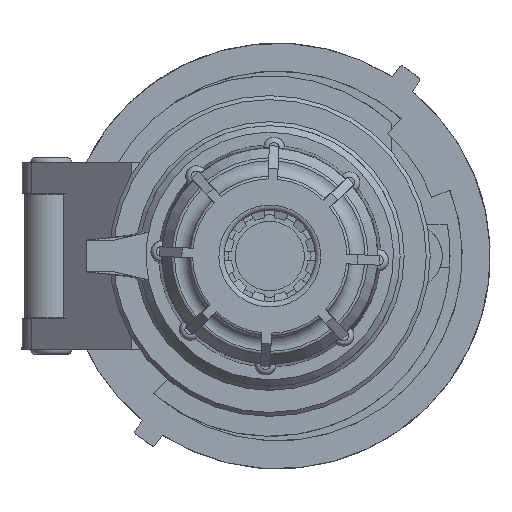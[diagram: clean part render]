
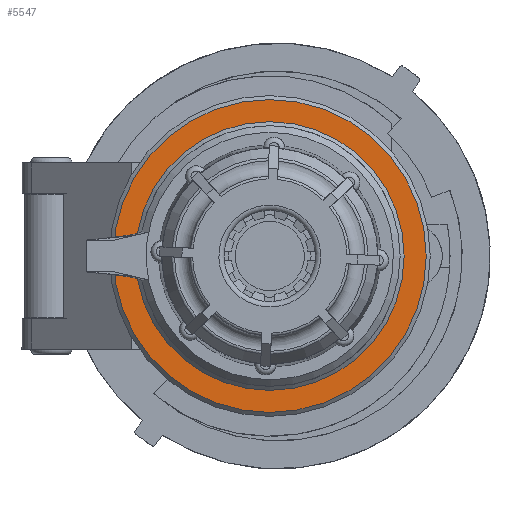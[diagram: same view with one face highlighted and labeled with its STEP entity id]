
A CAD part, left-side view. The second image highlights one B-rep face of the part: STEP entity #5547.
In plain terms, the highlighted face is planar.
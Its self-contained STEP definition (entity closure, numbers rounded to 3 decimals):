
#1422 = CARTESIAN_POINT ( 'NONE',  ( 0., 12.75, -29.4 ) ) ;
#1553 = EDGE_LOOP ( 'NONE', ( #4851 ) ) ;
#4694 = VERTEX_POINT ( 'NONE', #1422 ) ;
#4851 = ORIENTED_EDGE ( 'NONE', *, *, #7903, .T. ) ;
#4868 = AXIS2_PLACEMENT_3D ( 'NONE', #23568, #6987, #21758 ) ;
#5547 = ADVANCED_FACE ( 'NONE', ( #8813, #18127 ), #16205, .F. ) ;
#6987 = DIRECTION ( 'NONE',  ( 0., -1., 0. ) ) ;
#7068 = CARTESIAN_POINT ( 'NONE',  ( 0., 12.75, 0. ) ) ;
#7447 = EDGE_LOOP ( 'NONE', ( #7641 ) ) ;
#7641 = ORIENTED_EDGE ( 'NONE', *, *, #21501, .T. ) ;
#7903 = EDGE_CURVE ( 'NONE', #4694, #4694, #11637, .T. ) ;
#8813 = FACE_OUTER_BOUND ( 'NONE', #1553, .T. ) ;
#9861 = CIRCLE ( 'NONE', #13728, 25.25 ) ;
#11374 = VERTEX_POINT ( 'NONE', #19078 ) ;
#11637 = CIRCLE ( 'NONE', #15109, 29.4 ) ;
#12910 = DIRECTION ( 'NONE',  ( 0., -1., 0. ) ) ;
#12954 = DIRECTION ( 'NONE',  ( 0., 0., -1. ) ) ;
#13728 = AXIS2_PLACEMENT_3D ( 'NONE', #7068, #12910, #20266 ) ;
#15109 = AXIS2_PLACEMENT_3D ( 'NONE', #18136, #23819, #12954 ) ;
#16205 = PLANE ( 'NONE',  #4868 ) ;
#18127 = FACE_BOUND ( 'NONE', #7447, .T. ) ;
#18136 = CARTESIAN_POINT ( 'NONE',  ( 0., 12.75, 0. ) ) ;
#19078 = CARTESIAN_POINT ( 'NONE',  ( 0., 12.75, -25.25 ) ) ;
#20266 = DIRECTION ( 'NONE',  ( 0., 0., -1. ) ) ;
#21501 = EDGE_CURVE ( 'NONE', #11374, #11374, #9861, .T. ) ;
#21758 = DIRECTION ( 'NONE',  ( 0., 0., -1. ) ) ;
#23568 = CARTESIAN_POINT ( 'NONE',  ( -24.5, 12.75, 0. ) ) ;
#23819 = DIRECTION ( 'NONE',  ( 0., 1., 0. ) ) ;
